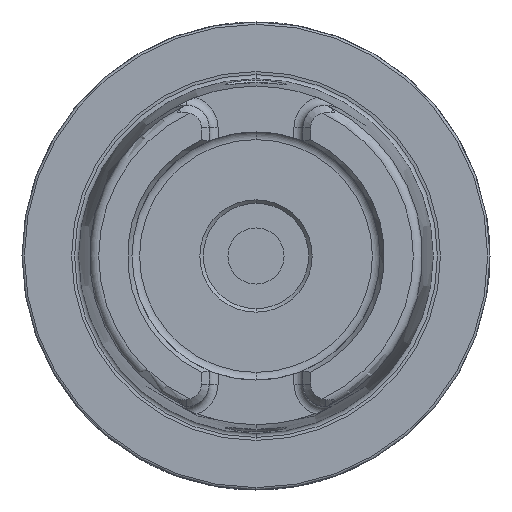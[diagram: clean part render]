
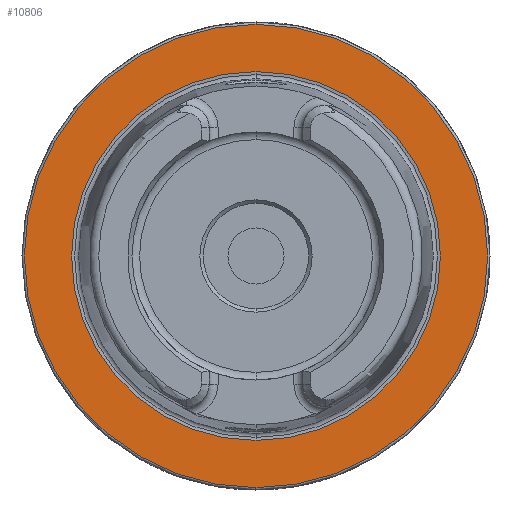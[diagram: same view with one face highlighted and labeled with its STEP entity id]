
A CAD part, left-side view. The second image highlights one B-rep face of the part: STEP entity #10806.
In plain terms, the highlighted planar face has unit normal (-1, 0, 0).
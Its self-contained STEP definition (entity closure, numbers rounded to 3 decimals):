
#108 = CIRCLE ( 'NONE', #7384, 39.405 ) ;
#268 = CARTESIAN_POINT ( 'NONE',  ( 0., 0., 0. ) ) ;
#416 = VERTEX_POINT ( 'NONE', #1786 ) ;
#548 = AXIS2_PLACEMENT_3D ( 'NONE', #8947, #3702, #13192 ) ;
#866 = CARTESIAN_POINT ( 'NONE',  ( 0., 0., 0. ) ) ;
#1142 = VERTEX_POINT ( 'NONE', #12514 ) ;
#1786 = CARTESIAN_POINT ( 'NONE',  ( 0., 0., 39.405 ) ) ;
#1802 = DIRECTION ( 'NONE',  ( 0., 0., 1. ) ) ;
#1852 = EDGE_CURVE ( 'NONE', #1142, #9375, #8212, .T. ) ;
#2006 = FACE_BOUND ( 'NONE', #9707, .T. ) ;
#2735 = ORIENTED_EDGE ( 'NONE', *, *, #12144, .F. ) ;
#3322 = PLANE ( 'NONE',  #3335 ) ;
#3335 = AXIS2_PLACEMENT_3D ( 'NONE', #12809, #6419, #8565 ) ;
#3639 = EDGE_CURVE ( 'NONE', #4993, #416, #5578, .T. ) ;
#3702 = DIRECTION ( 'NONE',  ( -1., 0., 0. ) ) ;
#3885 = DIRECTION ( 'NONE',  ( -1., 0., 0. ) ) ;
#4779 = CARTESIAN_POINT ( 'NONE',  ( 0., 0., -39.405 ) ) ;
#4993 = VERTEX_POINT ( 'NONE', #4779 ) ;
#5117 = CARTESIAN_POINT ( 'NONE',  ( 0., 0., -49.5 ) ) ;
#5126 = FACE_OUTER_BOUND ( 'NONE', #9999, .T. ) ;
#5472 = DIRECTION ( 'NONE',  ( 0., 0., 1. ) ) ;
#5500 = ORIENTED_EDGE ( 'NONE', *, *, #3639, .F. ) ;
#5578 = CIRCLE ( 'NONE', #548, 39.405 ) ;
#6285 = DIRECTION ( 'NONE',  ( -1., 0., 0. ) ) ;
#6419 = DIRECTION ( 'NONE',  ( 1., 0., 0. ) ) ;
#7384 = AXIS2_PLACEMENT_3D ( 'NONE', #12669, #6285, #13741 ) ;
#8212 = CIRCLE ( 'NONE', #9464, 49.5 ) ;
#8565 = DIRECTION ( 'NONE',  ( 0., 0., -1. ) ) ;
#8892 = CIRCLE ( 'NONE', #9233, 49.5 ) ;
#8947 = CARTESIAN_POINT ( 'NONE',  ( 0., 0., 0. ) ) ;
#9054 = ORIENTED_EDGE ( 'NONE', *, *, #1852, .T. ) ;
#9233 = AXIS2_PLACEMENT_3D ( 'NONE', #866, #3885, #1802 ) ;
#9375 = VERTEX_POINT ( 'NONE', #5117 ) ;
#9464 = AXIS2_PLACEMENT_3D ( 'NONE', #268, #12967, #5472 ) ;
#9707 = EDGE_LOOP ( 'NONE', ( #2735, #5500 ) ) ;
#9999 = EDGE_LOOP ( 'NONE', ( #9054, #12062 ) ) ;
#10806 = ADVANCED_FACE ( 'NONE', ( #2006, #5126 ), #3322, .F. ) ;
#12003 = EDGE_CURVE ( 'NONE', #9375, #1142, #8892, .T. ) ;
#12062 = ORIENTED_EDGE ( 'NONE', *, *, #12003, .T. ) ;
#12144 = EDGE_CURVE ( 'NONE', #416, #4993, #108, .T. ) ;
#12514 = CARTESIAN_POINT ( 'NONE',  ( 0., 0., 49.5 ) ) ;
#12669 = CARTESIAN_POINT ( 'NONE',  ( 0., 0., 0. ) ) ;
#12809 = CARTESIAN_POINT ( 'NONE',  ( 0., 49.5, 0. ) ) ;
#12967 = DIRECTION ( 'NONE',  ( -1., 0., 0. ) ) ;
#13192 = DIRECTION ( 'NONE',  ( 0., 0., 1. ) ) ;
#13741 = DIRECTION ( 'NONE',  ( 0., 0., 1. ) ) ;
